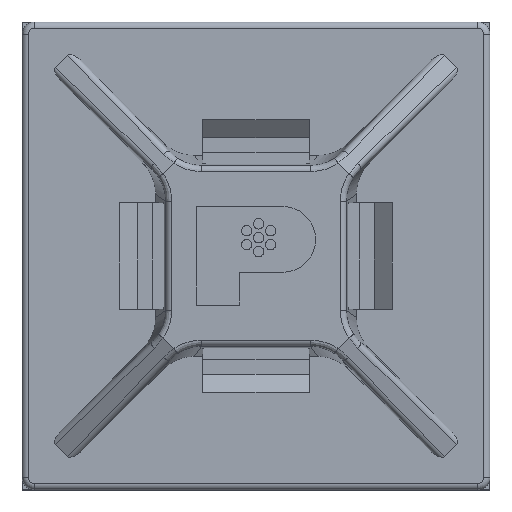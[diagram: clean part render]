
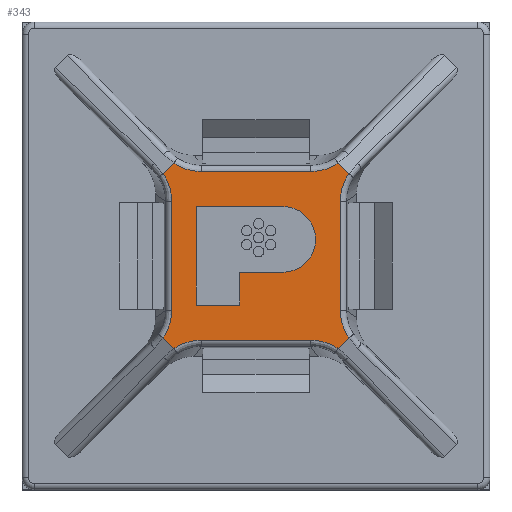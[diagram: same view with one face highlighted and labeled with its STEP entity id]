
A CAD part, top view. The second image highlights one B-rep face of the part: STEP entity #343.
In plain terms, the highlighted planar face has unit normal (0, 0, 1).
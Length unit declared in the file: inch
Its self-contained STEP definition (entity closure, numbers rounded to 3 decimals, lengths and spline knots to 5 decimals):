
#147=ELLIPSE('',#2861,0.08039,0.07855);
#148=ELLIPSE('',#2862,0.08039,0.07855);
#149=ELLIPSE('',#2863,0.08039,0.07855);
#150=ELLIPSE('',#2864,0.08039,0.07855);
#151=ELLIPSE('',#2865,0.08039,0.07855);
#152=ELLIPSE('',#2866,0.08039,0.07855);
#153=ELLIPSE('',#2867,0.08039,0.07855);
#154=ELLIPSE('',#2868,0.08039,0.07855);
#248=FACE_BOUND('',#716,.T.);
#264=PLANE('',#2869);
#343=ADVANCED_FACE('',(#248,#547),#264,.F.);
#547=FACE_OUTER_BOUND('',#717,.T.);
#716=EDGE_LOOP('',(#1375,#1376,#1377,#1378,#1379,#1380));
#717=EDGE_LOOP('',(#1381,#1382,#1383,#1384,#1385,#1386,#1387,#1388,#1389,
#1390,#1391,#1392,#1393,#1394,#1395,#1396));
#856=LINE('',#3896,#1088);
#859=LINE('',#3902,#1091);
#862=LINE('',#3908,#1094);
#865=LINE('',#3914,#1097);
#867=LINE('',#3917,#1099);
#869=LINE('',#3963,#1101);
#870=LINE('',#3968,#1102);
#871=LINE('',#3972,#1103);
#872=LINE('',#3976,#1104);
#873=LINE('',#3980,#1105);
#874=LINE('',#3984,#1106);
#875=LINE('',#3988,#1107);
#876=LINE('',#3992,#1108);
#1088=VECTOR('',#3110,1.);
#1091=VECTOR('',#3115,1.);
#1094=VECTOR('',#3120,1.);
#1097=VECTOR('',#3125,1.);
#1099=VECTOR('',#3129,1.);
#1101=VECTOR('',#3191,1.);
#1102=VECTOR('',#3194,1.);
#1103=VECTOR('',#3197,1.);
#1104=VECTOR('',#3200,1.);
#1105=VECTOR('',#3203,1.);
#1106=VECTOR('',#3206,1.);
#1107=VECTOR('',#3209,1.);
#1108=VECTOR('',#3212,1.);
#1375=ORIENTED_EDGE('',*,*,#2379,.F.);
#1376=ORIENTED_EDGE('',*,*,#2363,.F.);
#1377=ORIENTED_EDGE('',*,*,#2368,.T.);
#1378=ORIENTED_EDGE('',*,*,#2371,.F.);
#1379=ORIENTED_EDGE('',*,*,#2374,.F.);
#1380=ORIENTED_EDGE('',*,*,#2377,.F.);
#1381=ORIENTED_EDGE('',*,*,#2395,.F.);
#1382=ORIENTED_EDGE('',*,*,#2396,.T.);
#1383=ORIENTED_EDGE('',*,*,#2397,.T.);
#1384=ORIENTED_EDGE('',*,*,#2398,.T.);
#1385=ORIENTED_EDGE('',*,*,#2399,.F.);
#1386=ORIENTED_EDGE('',*,*,#2400,.F.);
#1387=ORIENTED_EDGE('',*,*,#2401,.F.);
#1388=ORIENTED_EDGE('',*,*,#2402,.F.);
#1389=ORIENTED_EDGE('',*,*,#2403,.T.);
#1390=ORIENTED_EDGE('',*,*,#2404,.T.);
#1391=ORIENTED_EDGE('',*,*,#2405,.T.);
#1392=ORIENTED_EDGE('',*,*,#2406,.T.);
#1393=ORIENTED_EDGE('',*,*,#2407,.F.);
#1394=ORIENTED_EDGE('',*,*,#2408,.F.);
#1395=ORIENTED_EDGE('',*,*,#2409,.F.);
#1396=ORIENTED_EDGE('',*,*,#2410,.F.);
#2109=VERTEX_POINT('',#3885);
#2110=VERTEX_POINT('',#3886);
#2113=VERTEX_POINT('',#3894);
#2115=VERTEX_POINT('',#3900);
#2117=VERTEX_POINT('',#3906);
#2119=VERTEX_POINT('',#3912);
#2135=VERTEX_POINT('',#3964);
#2136=VERTEX_POINT('',#3965);
#2137=VERTEX_POINT('',#3967);
#2138=VERTEX_POINT('',#3969);
#2139=VERTEX_POINT('',#3971);
#2140=VERTEX_POINT('',#3973);
#2141=VERTEX_POINT('',#3975);
#2142=VERTEX_POINT('',#3977);
#2143=VERTEX_POINT('',#3979);
#2144=VERTEX_POINT('',#3981);
#2145=VERTEX_POINT('',#3983);
#2146=VERTEX_POINT('',#3985);
#2147=VERTEX_POINT('',#3987);
#2148=VERTEX_POINT('',#3989);
#2149=VERTEX_POINT('',#3991);
#2150=VERTEX_POINT('',#3993);
#2363=EDGE_CURVE('',#2109,#2110,#2759,.T.);
#2368=EDGE_CURVE('',#2109,#2113,#856,.T.);
#2371=EDGE_CURVE('',#2115,#2113,#859,.T.);
#2374=EDGE_CURVE('',#2117,#2115,#862,.T.);
#2377=EDGE_CURVE('',#2119,#2117,#865,.T.);
#2379=EDGE_CURVE('',#2110,#2119,#867,.T.);
#2395=EDGE_CURVE('',#2135,#2136,#869,.T.);
#2396=EDGE_CURVE('',#2135,#2137,#147,.T.);
#2397=EDGE_CURVE('',#2137,#2138,#870,.T.);
#2398=EDGE_CURVE('',#2138,#2139,#148,.T.);
#2399=EDGE_CURVE('',#2140,#2139,#871,.T.);
#2400=EDGE_CURVE('',#2141,#2140,#149,.T.);
#2401=EDGE_CURVE('',#2142,#2141,#872,.T.);
#2402=EDGE_CURVE('',#2143,#2142,#150,.T.);
#2403=EDGE_CURVE('',#2143,#2144,#873,.T.);
#2404=EDGE_CURVE('',#2144,#2145,#151,.T.);
#2405=EDGE_CURVE('',#2145,#2146,#874,.T.);
#2406=EDGE_CURVE('',#2146,#2147,#152,.T.);
#2407=EDGE_CURVE('',#2148,#2147,#875,.T.);
#2408=EDGE_CURVE('',#2149,#2148,#153,.T.);
#2409=EDGE_CURVE('',#2150,#2149,#876,.T.);
#2410=EDGE_CURVE('',#2136,#2150,#154,.T.);
#2759=CIRCLE('',#2824,0.05237);
#2824=AXIS2_PLACEMENT_3D('',#3884,#3101,#3102);
#2861=AXIS2_PLACEMENT_3D('',#3966,#3192,#3193);
#2862=AXIS2_PLACEMENT_3D('',#3970,#3195,#3196);
#2863=AXIS2_PLACEMENT_3D('',#3974,#3198,#3199);
#2864=AXIS2_PLACEMENT_3D('',#3978,#3201,#3202);
#2865=AXIS2_PLACEMENT_3D('',#3982,#3204,#3205);
#2866=AXIS2_PLACEMENT_3D('',#3986,#3207,#3208);
#2867=AXIS2_PLACEMENT_3D('',#3990,#3210,#3211);
#2868=AXIS2_PLACEMENT_3D('',#3994,#3213,#3214);
#2869=AXIS2_PLACEMENT_3D('',#3995,#3215,#3216);
#3101=DIRECTION('',(0.,0.,1.));
#3102=DIRECTION('',(-1.,0.,0.));
#3110=DIRECTION('',(-1.,0.,0.));
#3115=DIRECTION('',(0.,1.,0.));
#3120=DIRECTION('',(1.,0.,0.));
#3125=DIRECTION('',(0.,-1.,0.));
#3129=DIRECTION('',(-1.,0.,0.));
#3191=DIRECTION('',(-1.,0.,0.));
#3192=DIRECTION('',(0.,0.,-1.));
#3193=DIRECTION('',(0.584,-0.812,0.));
#3194=DIRECTION('',(0.707,0.707,0.));
#3195=DIRECTION('',(0.,0.,-1.));
#3196=DIRECTION('',(0.812,-0.584,0.));
#3197=DIRECTION('',(0.,-1.,0.));
#3198=DIRECTION('',(0.,0.,1.));
#3199=DIRECTION('',(0.812,0.584,0.));
#3200=DIRECTION('',(0.707,-0.707,0.));
#3201=DIRECTION('',(0.,0.,1.));
#3202=DIRECTION('',(0.584,0.812,0.));
#3203=DIRECTION('',(-1.,0.,0.));
#3204=DIRECTION('',(0.,0.,-1.));
#3205=DIRECTION('',(-0.584,0.812,0.));
#3206=DIRECTION('',(-0.707,-0.707,0.));
#3207=DIRECTION('',(0.,0.,-1.));
#3208=DIRECTION('',(-0.812,0.584,0.));
#3209=DIRECTION('',(0.,1.,0.));
#3210=DIRECTION('',(0.,0.,1.));
#3211=DIRECTION('',(-0.812,-0.584,0.));
#3212=DIRECTION('',(-0.707,0.707,0.));
#3213=DIRECTION('',(0.,0.,1.));
#3214=DIRECTION('',(-0.584,-0.812,0.));
#3215=DIRECTION('',(0.,0.,-1.));
#3216=DIRECTION('',(1.,0.,0.));
#3884=CARTESIAN_POINT('',(13.16639,-10.119,-3.88959));
#3885=CARTESIAN_POINT('',(13.16639,-10.17137,-3.88959));
#3886=CARTESIAN_POINT('',(13.16639,-10.06663,-3.88959));
#3894=CARTESIAN_POINT('',(13.09748,-10.17137,-3.88959));
#3896=CARTESIAN_POINT('',(12.97187,-10.17137,-3.88959));
#3900=CARTESIAN_POINT('',(13.09748,-10.22374,-3.88959));
#3902=CARTESIAN_POINT('',(13.09748,-9.98506,-3.88959));
#3906=CARTESIAN_POINT('',(13.02857,-10.22374,-3.88959));
#3908=CARTESIAN_POINT('',(13.29213,-10.22374,-3.88959));
#3912=CARTESIAN_POINT('',(13.02857,-10.06663,-3.88959));
#3914=CARTESIAN_POINT('',(13.02857,-9.98506,-3.88959));
#3917=CARTESIAN_POINT('',(13.29213,-10.06663,-3.88959));
#3963=CARTESIAN_POINT('',(12.96354,-10.27964,-3.88959));
#3964=CARTESIAN_POINT('',(13.21063,-10.27964,-3.88959));
#3965=CARTESIAN_POINT('',(13.0367,-10.27964,-3.88959));
#3966=CARTESIAN_POINT('',(13.21236,-10.35941,-3.88959));
#3967=CARTESIAN_POINT('',(13.25491,-10.29309,-3.88959));
#3968=CARTESIAN_POINT('',(13.42336,-10.12463,-3.88959));
#3969=CARTESIAN_POINT('',(13.27157,-10.27643,-3.88959));
#3970=CARTESIAN_POINT('',(13.33789,-10.23389,-3.88959));
#3971=CARTESIAN_POINT('',(13.25812,-10.23215,-3.88959));
#3972=CARTESIAN_POINT('',(13.25812,-10.14519,-3.88959));
#3973=CARTESIAN_POINT('',(13.25812,-10.05822,-3.88959));
#3974=CARTESIAN_POINT('',(13.33789,-10.05649,-3.88959));
#3975=CARTESIAN_POINT('',(13.27157,-10.01395,-3.88959));
#3976=CARTESIAN_POINT('',(13.42336,-10.16575,-3.88959));
#3977=CARTESIAN_POINT('',(13.25491,-9.99729,-3.88959));
#3978=CARTESIAN_POINT('',(13.21236,-9.93097,-3.88959));
#3979=CARTESIAN_POINT('',(13.21063,-10.01073,-3.88959));
#3980=CARTESIAN_POINT('',(12.96354,-10.01073,-3.88959));
#3981=CARTESIAN_POINT('',(13.0367,-10.01073,-3.88959));
#3982=CARTESIAN_POINT('',(13.03497,-9.93097,-3.88959));
#3983=CARTESIAN_POINT('',(12.99243,-9.99729,-3.88959));
#3984=CARTESIAN_POINT('',(12.82397,-10.16575,-3.88959));
#3985=CARTESIAN_POINT('',(12.97577,-10.01395,-3.88959));
#3986=CARTESIAN_POINT('',(12.90945,-10.05649,-3.88959));
#3987=CARTESIAN_POINT('',(12.98921,-10.05822,-3.88959));
#3988=CARTESIAN_POINT('',(12.98921,-10.14519,-3.88959));
#3989=CARTESIAN_POINT('',(12.98921,-10.23215,-3.88959));
#3990=CARTESIAN_POINT('',(12.90945,-10.23389,-3.88959));
#3991=CARTESIAN_POINT('',(12.97577,-10.27643,-3.88959));
#3992=CARTESIAN_POINT('',(12.82397,-10.12463,-3.88959));
#3993=CARTESIAN_POINT('',(12.99243,-10.29309,-3.88959));
#3994=CARTESIAN_POINT('',(13.03497,-10.35941,-3.88959));
#3995=CARTESIAN_POINT('',(12.96354,-9.98506,-3.88959));
